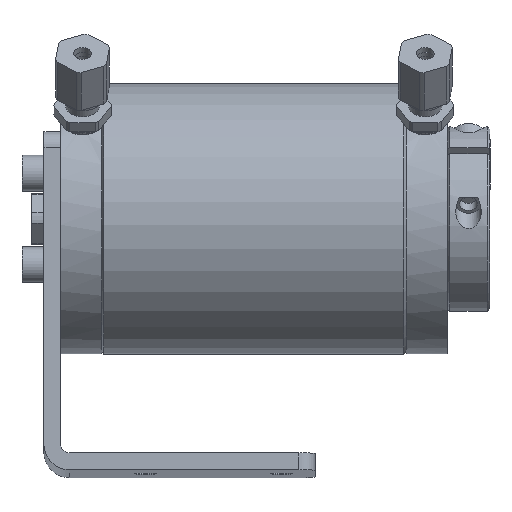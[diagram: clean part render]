
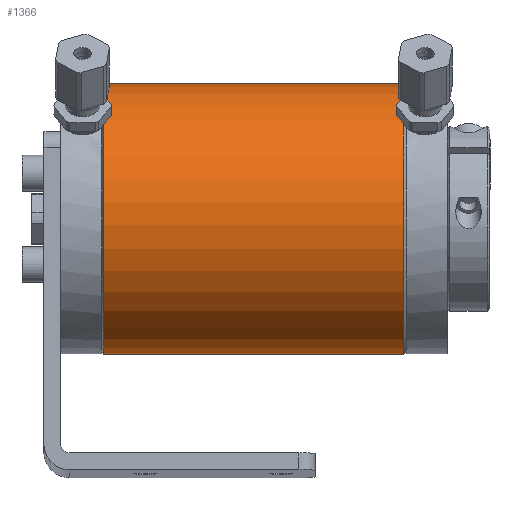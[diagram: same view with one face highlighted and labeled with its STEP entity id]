
A CAD part, top view. The second image highlights one B-rep face of the part: STEP entity #1366.
In plain terms, the highlighted cylindrical face has radius 25.345 mm (diameter 50.69 mm), a full revolution.
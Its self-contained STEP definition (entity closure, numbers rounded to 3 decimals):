
#1335=CARTESIAN_POINT('',(-7.69,29.479,-58.44));
#1336=VERTEX_POINT('',#1335);
#1337=CARTESIAN_POINT('',(-7.69,26.317,-83.587));
#1338=DIRECTION('',(-1.0,0.,0.));
#1339=DIRECTION('',(0.,-0.125,-0.992));
#1340=AXIS2_PLACEMENT_3D('',#1337,#1338,#1339);
#1341=CIRCLE('',#1340,25.345);
#1342=EDGE_CURVE('',#1336,#1336,#1341,.T.);
#1347=CARTESIAN_POINT('',(-8.129,26.317,-83.587));
#1348=DIRECTION('',(1.0,0.,0.));
#1349=DIRECTION('',(0.,-0.125,-0.992));
#1350=AXIS2_PLACEMENT_3D('',#1347,#1348,#1349);
#1351=CYLINDRICAL_SURFACE('',#1350,25.345);
#1352=ORIENTED_EDGE('',*,*,#1342,.F.);
#1353=EDGE_LOOP('',(#1352));
#1354=FACE_OUTER_BOUND('',#1353,.T.);
#1355=CARTESIAN_POINT('',(48.522,29.479,-58.44));
#1356=VERTEX_POINT('',#1355);
#1357=CARTESIAN_POINT('',(48.522,26.317,-83.587));
#1358=DIRECTION('',(1.0,0.,0.));
#1359=DIRECTION('',(0.,-0.125,-0.992));
#1360=AXIS2_PLACEMENT_3D('',#1357,#1358,#1359);
#1361=CIRCLE('',#1360,25.345);
#1362=EDGE_CURVE('',#1356,#1356,#1361,.T.);
#1363=ORIENTED_EDGE('',*,*,#1362,.F.);
#1364=EDGE_LOOP('',(#1363));
#1365=FACE_BOUND('',#1364,.T.);
#1366=ADVANCED_FACE('',(#1354,#1365),#1351,.T.);
